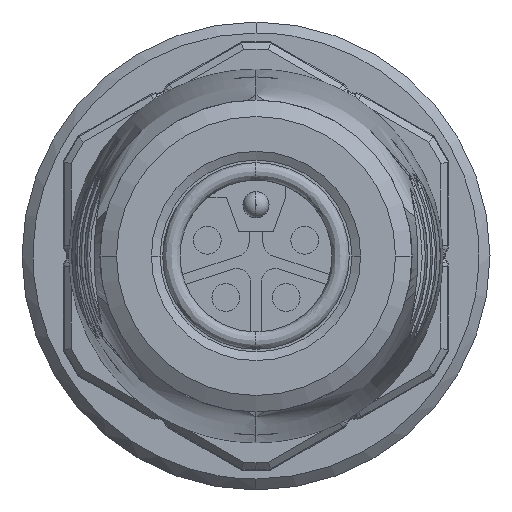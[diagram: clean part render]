
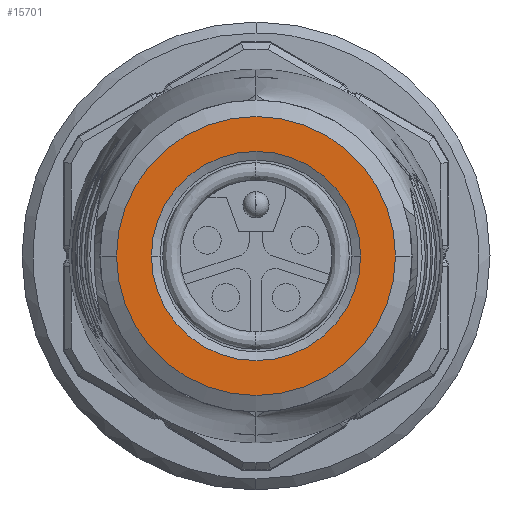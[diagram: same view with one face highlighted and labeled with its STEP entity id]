
A CAD part, front view. The second image highlights one B-rep face of the part: STEP entity #15701.
In plain terms, the highlighted planar face has unit normal (0, -1, 0).
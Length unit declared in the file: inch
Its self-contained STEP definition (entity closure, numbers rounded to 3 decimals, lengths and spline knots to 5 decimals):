
#406 = EDGE_CURVE ( 'NONE', #21928, #12203, #12161, .T. ) ;
#1294 = CARTESIAN_POINT ( 'NONE',  ( 0., -0.65748, 0. ) ) ;
#1865 = VERTEX_POINT ( 'NONE', #21912 ) ;
#2661 = CARTESIAN_POINT ( 'NONE',  ( 0., -0.65748, 0. ) ) ;
#2762 = DIRECTION ( 'NONE',  ( 1., 0., 0. ) ) ;
#4216 = CARTESIAN_POINT ( 'NONE',  ( 0., -0.65748, 0. ) ) ;
#4493 = CIRCLE ( 'NONE', #11953, 0.31496 ) ;
#4520 = CARTESIAN_POINT ( 'NONE',  ( -0.31496, -0.65748, 0. ) ) ;
#4642 = DIRECTION ( 'NONE',  ( 0., 1., 0. ) ) ;
#5969 = VERTEX_POINT ( 'NONE', #17618 ) ;
#6562 = ORIENTED_EDGE ( 'NONE', *, *, #18451, .F. ) ;
#6684 = EDGE_LOOP ( 'NONE', ( #17930, #10439 ) ) ;
#7884 = DIRECTION ( 'NONE',  ( 0., 1., 0. ) ) ;
#8288 = AXIS2_PLACEMENT_3D ( 'NONE', #1294, #4642, #16340 ) ;
#9450 = DIRECTION ( 'NONE',  ( 0., 1., 0. ) ) ;
#9539 = DIRECTION ( 'NONE',  ( 0., 1., 0. ) ) ;
#9790 = CARTESIAN_POINT ( 'NONE',  ( 0., -0.65748, 0. ) ) ;
#10221 = EDGE_CURVE ( 'NONE', #5969, #1865, #15379, .T. ) ;
#10439 = ORIENTED_EDGE ( 'NONE', *, *, #16143, .T. ) ;
#10819 = FACE_OUTER_BOUND ( 'NONE', #18206, .T. ) ;
#10997 = DIRECTION ( 'NONE',  ( -1., 0., 0. ) ) ;
#11238 = DIRECTION ( 'NONE',  ( 0., -1., 0. ) ) ;
#11953 = AXIS2_PLACEMENT_3D ( 'NONE', #9790, #7884, #21753 ) ;
#12161 = CIRCLE ( 'NONE', #13219, 0.31496 ) ;
#12203 = VERTEX_POINT ( 'NONE', #19075 ) ;
#12843 = AXIS2_PLACEMENT_3D ( 'NONE', #17628, #11238, #21215 ) ;
#13219 = AXIS2_PLACEMENT_3D ( 'NONE', #4216, #9539, #10997 ) ;
#14684 = FACE_BOUND ( 'NONE', #6684, .T. ) ;
#15379 = CIRCLE ( 'NONE', #18974, 0.23622 ) ;
#15701 = ADVANCED_FACE ( 'NONE', ( #14684, #10819 ), #17837, .T. ) ;
#15722 = ORIENTED_EDGE ( 'NONE', *, *, #406, .F. ) ;
#16143 = EDGE_CURVE ( 'NONE', #1865, #5969, #16858, .T. ) ;
#16340 = DIRECTION ( 'NONE',  ( 1., 0., 0. ) ) ;
#16858 = CIRCLE ( 'NONE', #8288, 0.23622 ) ;
#17618 = CARTESIAN_POINT ( 'NONE',  ( 0.23622, -0.65748, 0. ) ) ;
#17628 = CARTESIAN_POINT ( 'NONE',  ( -0.27276, -0.65748, 0.15748 ) ) ;
#17837 = PLANE ( 'NONE',  #12843 ) ;
#17930 = ORIENTED_EDGE ( 'NONE', *, *, #10221, .T. ) ;
#18206 = EDGE_LOOP ( 'NONE', ( #15722, #6562 ) ) ;
#18451 = EDGE_CURVE ( 'NONE', #12203, #21928, #4493, .T. ) ;
#18974 = AXIS2_PLACEMENT_3D ( 'NONE', #2661, #9450, #2762 ) ;
#19075 = CARTESIAN_POINT ( 'NONE',  ( 0.31496, -0.65748, 0. ) ) ;
#21215 = DIRECTION ( 'NONE',  ( 1., 0., 0. ) ) ;
#21753 = DIRECTION ( 'NONE',  ( -1., 0., 0. ) ) ;
#21912 = CARTESIAN_POINT ( 'NONE',  ( -0.23622, -0.65748, 0. ) ) ;
#21928 = VERTEX_POINT ( 'NONE', #4520 ) ;
